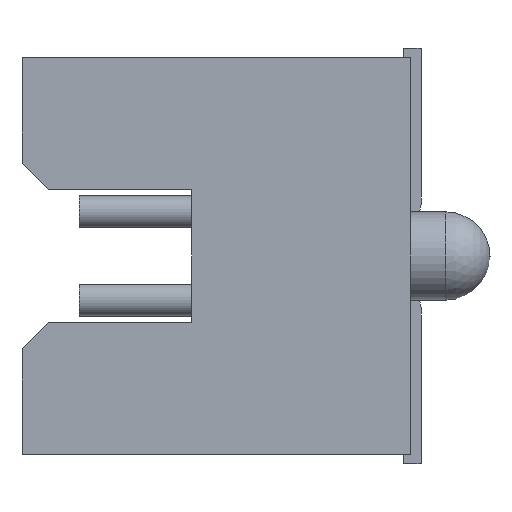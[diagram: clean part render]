
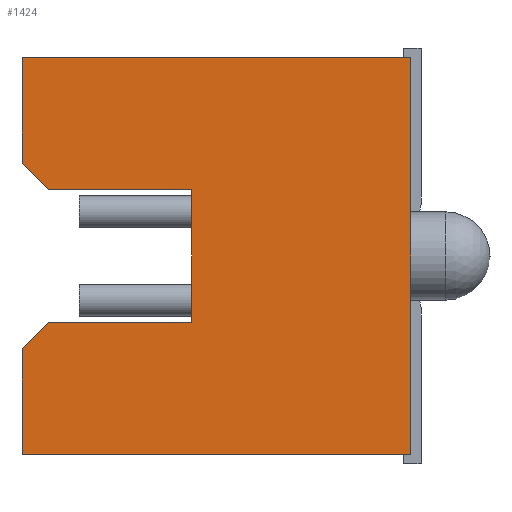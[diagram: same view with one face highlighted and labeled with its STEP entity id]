
A CAD part, left-side view. The second image highlights one B-rep face of the part: STEP entity #1424.
In plain terms, the highlighted planar face has unit normal (-1, 0, 0).
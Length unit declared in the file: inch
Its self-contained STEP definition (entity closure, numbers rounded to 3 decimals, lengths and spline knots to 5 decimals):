
#1424 = ADVANCED_FACE( '', ( #2909 ), #2910, .F. );
#2909 = FACE_OUTER_BOUND( '', #4381, .T. );
#2910 = PLANE( '', #4382 );
#4381 = EDGE_LOOP( '', ( #8541, #8542, #8543, #8544, #8545, #8546, #8547, #8548, #8549, #8550, #8551 ) );
#4382 = AXIS2_PLACEMENT_3D( '', #8552, #8553, #8554 );
#8541 = ORIENTED_EDGE( '', *, *, #9579, .T. );
#8542 = ORIENTED_EDGE( '', *, *, #9504, .T. );
#8543 = ORIENTED_EDGE( '', *, *, #8988, .F. );
#8544 = ORIENTED_EDGE( '', *, *, #9199, .F. );
#8545 = ORIENTED_EDGE( '', *, *, #9063, .T. );
#8546 = ORIENTED_EDGE( '', *, *, #9155, .F. );
#8547 = ORIENTED_EDGE( '', *, *, #9501, .T. );
#8548 = ORIENTED_EDGE( '', *, *, #8736, .T. );
#8549 = ORIENTED_EDGE( '', *, *, #9991, .T. );
#8550 = ORIENTED_EDGE( '', *, *, #10194, .F. );
#8551 = ORIENTED_EDGE( '', *, *, #8702, .F. );
#8552 = CARTESIAN_POINT( '', ( -0.5625, 0.22, -0.1125 ) );
#8553 = DIRECTION( '', ( 1., 0., 0. ) );
#8554 = DIRECTION( '', ( 0., 0., -1. ) );
#8702 = EDGE_CURVE( '', #10418, #10420, #10421, .T. );
#8736 = EDGE_CURVE( '', #10483, #10480, #10484, .T. );
#8988 = EDGE_CURVE( '', #10931, #10933, #10934, .T. );
#9063 = EDGE_CURVE( '', #11061, #11059, #11062, .T. );
#9155 = EDGE_CURVE( '', #11214, #11059, #11216, .T. );
#9199 = EDGE_CURVE( '', #11061, #10931, #11279, .T. );
#9501 = EDGE_CURVE( '', #11214, #10483, #11756, .T. );
#9504 = EDGE_CURVE( '', #11759, #10933, #11760, .T. );
#9579 = EDGE_CURVE( '', #10418, #11759, #11859, .T. );
#9991 = EDGE_CURVE( '', #10480, #12419, #12421, .T. );
#10194 = EDGE_CURVE( '', #10420, #12419, #12653, .T. );
#10418 = VERTEX_POINT( '', #12927 );
#10420 = VERTEX_POINT( '', #12930 );
#10421 = LINE( '', #12931, #12932 );
#10480 = VERTEX_POINT( '', #13011 );
#10483 = VERTEX_POINT( '', #13014 );
#10484 = LINE( '', #13015, #13016 );
#10931 = VERTEX_POINT( '', #13643 );
#10933 = VERTEX_POINT( '', #13646 );
#10934 = LINE( '', #13647, #13648 );
#11059 = VERTEX_POINT( '', #13817 );
#11061 = VERTEX_POINT( '', #13820 );
#11062 = LINE( '', #13821, #13822 );
#11214 = VERTEX_POINT( '', #14020 );
#11216 = LINE( '', #14023, #14024 );
#11279 = LINE( '', #14116, #14117 );
#11756 = LINE( '', #14795, #14796 );
#11759 = VERTEX_POINT( '', #14800 );
#11760 = LINE( '', #14801, #14802 );
#11859 = LINE( '', #14939, #14940 );
#12419 = VERTEX_POINT( '', #15722 );
#12421 = LINE( '', #15725, #15726 );
#12653 = LINE( '', #16036, #16037 );
#12927 = CARTESIAN_POINT( '', ( -0.5625, 0.22, 0.0525 ) );
#12930 = CARTESIAN_POINT( '', ( -0.5625, 0.22, 0.1125 ) );
#12931 = CARTESIAN_POINT( '', ( -0.5625, 0.22, -0.1125 ) );
#12932 = VECTOR( '', #16234, 39.37008 );
#13011 = CARTESIAN_POINT( '', ( -0.5625, 0., 0. ) );
#13014 = CARTESIAN_POINT( '', ( -0.5625, 0., -0.1125 ) );
#13015 = CARTESIAN_POINT( '', ( -0.5625, 0., -0.1125 ) );
#13016 = VECTOR( '', #16279, 39.37008 );
#13643 = CARTESIAN_POINT( '', ( -0.5625, 0.124, -0.0375 ) );
#13646 = CARTESIAN_POINT( '', ( -0.5625, 0.124, 0.0375 ) );
#13647 = CARTESIAN_POINT( '', ( -0.5625, 0.124, -0.0375 ) );
#13648 = VECTOR( '', #16560, 39.37008 );
#13817 = CARTESIAN_POINT( '', ( -0.5625, 0.22, -0.0525 ) );
#13820 = CARTESIAN_POINT( '', ( -0.5625, 0.205, -0.0375 ) );
#13821 = CARTESIAN_POINT( '', ( -0.5625, 0.205, -0.0375 ) );
#13822 = VECTOR( '', #16648, 39.37008 );
#14020 = CARTESIAN_POINT( '', ( -0.5625, 0.22, -0.1125 ) );
#14023 = CARTESIAN_POINT( '', ( -0.5625, 0.22, -0.1125 ) );
#14024 = VECTOR( '', #16774, 39.37008 );
#14116 = CARTESIAN_POINT( '', ( -0.5625, 0.316, -0.0375 ) );
#14117 = VECTOR( '', #16813, 39.37008 );
#14795 = CARTESIAN_POINT( '', ( -0.5625, 0.22, -0.1125 ) );
#14796 = VECTOR( '', #17135, 39.37008 );
#14800 = CARTESIAN_POINT( '', ( -0.5625, 0.205, 0.0375 ) );
#14801 = CARTESIAN_POINT( '', ( -0.5625, 0.316, 0.0375 ) );
#14802 = VECTOR( '', #17137, 39.37008 );
#14939 = CARTESIAN_POINT( '', ( -0.5625, 0.22, 0.0525 ) );
#14940 = VECTOR( '', #17212, 39.37008 );
#15722 = CARTESIAN_POINT( '', ( -0.5625, 0., 0.1125 ) );
#15725 = CARTESIAN_POINT( '', ( -0.5625, 0., -0.1125 ) );
#15726 = VECTOR( '', #17625, 39.37008 );
#16036 = CARTESIAN_POINT( '', ( -0.5625, 0.22, 0.1125 ) );
#16037 = VECTOR( '', #17779, 39.37008 );
#16234 = DIRECTION( '', ( 0., 0., 1. ) );
#16279 = DIRECTION( '', ( 0., 0., 1. ) );
#16560 = DIRECTION( '', ( 0., 0., 1. ) );
#16648 = DIRECTION( '', ( 0., 0.707, -0.707 ) );
#16774 = DIRECTION( '', ( 0., 0., 1. ) );
#16813 = DIRECTION( '', ( 0., -1., 0. ) );
#17135 = DIRECTION( '', ( 0., -1., 0. ) );
#17137 = DIRECTION( '', ( 0., -1., 0. ) );
#17212 = DIRECTION( '', ( 0., -0.707, -0.707 ) );
#17625 = DIRECTION( '', ( 0., 0., 1. ) );
#17779 = DIRECTION( '', ( 0., -1., 0. ) );
